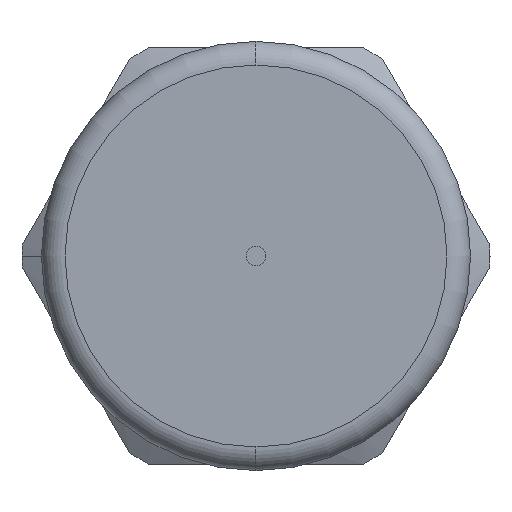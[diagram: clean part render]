
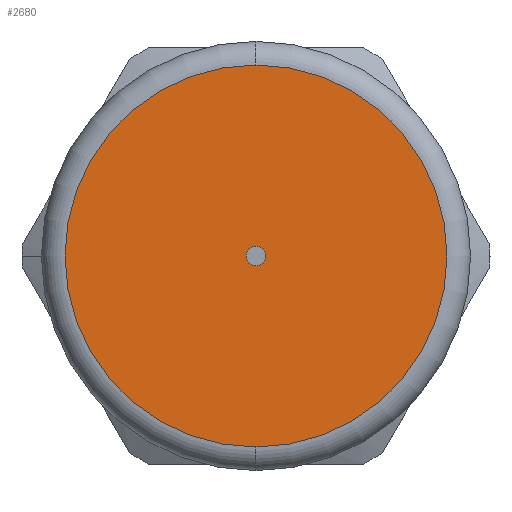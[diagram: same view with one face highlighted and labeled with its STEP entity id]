
A CAD part, left-side view. The second image highlights one B-rep face of the part: STEP entity #2680.
In plain terms, the highlighted planar face has unit normal (-1, 0, 0).
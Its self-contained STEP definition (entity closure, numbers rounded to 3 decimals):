
#221 = EDGE_LOOP ( 'NONE', ( #821, #6350 ) ) ;
#333 = AXIS2_PLACEMENT_3D ( 'NONE', #1601, #5488, #591 ) ;
#397 = DIRECTION ( 'NONE',  ( 0., 0., -1. ) ) ;
#591 = DIRECTION ( 'NONE',  ( 0., 0., 1. ) ) ;
#594 = CIRCLE ( 'NONE', #7779, 0.6 ) ;
#787 = CARTESIAN_POINT ( 'NONE',  ( -32.35, 0., 0.6 ) ) ;
#821 = ORIENTED_EDGE ( 'NONE', *, *, #3937, .F. ) ;
#936 = CIRCLE ( 'NONE', #4724, 11.658 ) ;
#957 = CARTESIAN_POINT ( 'NONE',  ( -32.35, 0., -0.6 ) ) ;
#966 = VERTEX_POINT ( 'NONE', #957 ) ;
#1085 = EDGE_CURVE ( 'NONE', #1422, #966, #2797, .T. ) ;
#1195 = DIRECTION ( 'NONE',  ( 1., 0., 0. ) ) ;
#1422 = VERTEX_POINT ( 'NONE', #787 ) ;
#1601 = CARTESIAN_POINT ( 'NONE',  ( -32.35, 0., -0.6 ) ) ;
#1644 = DIRECTION ( 'NONE',  ( 1., 0., 0. ) ) ;
#1654 = DIRECTION ( 'NONE',  ( 1., 0., 0. ) ) ;
#1977 = FACE_OUTER_BOUND ( 'NONE', #221, .T. ) ;
#2173 = EDGE_LOOP ( 'NONE', ( #6270, #3147 ) ) ;
#2680 = ADVANCED_FACE ( 'NONE', ( #5296, #1977 ), #4597, .T. ) ;
#2797 = CIRCLE ( 'NONE', #7462, 0.6 ) ;
#2871 = DIRECTION ( 'NONE',  ( 0., 0., -1. ) ) ;
#2880 = AXIS2_PLACEMENT_3D ( 'NONE', #7829, #1654, #397 ) ;
#2960 = CARTESIAN_POINT ( 'NONE',  ( -32.35, 0., 0. ) ) ;
#3147 = ORIENTED_EDGE ( 'NONE', *, *, #1085, .T. ) ;
#3608 = EDGE_CURVE ( 'NONE', #966, #1422, #594, .T. ) ;
#3668 = CARTESIAN_POINT ( 'NONE',  ( -32.35, 0., 0. ) ) ;
#3800 = VERTEX_POINT ( 'NONE', #7393 ) ;
#3937 = EDGE_CURVE ( 'NONE', #3800, #5577, #6910, .T. ) ;
#4597 = PLANE ( 'NONE',  #333 ) ;
#4724 = AXIS2_PLACEMENT_3D ( 'NONE', #3668, #1195, #5082 ) ;
#5082 = DIRECTION ( 'NONE',  ( 0., 0., -1. ) ) ;
#5296 = FACE_BOUND ( 'NONE', #2173, .T. ) ;
#5365 = CARTESIAN_POINT ( 'NONE',  ( -32.35, 0., 0. ) ) ;
#5488 = DIRECTION ( 'NONE',  ( -1., 0., 0. ) ) ;
#5577 = VERTEX_POINT ( 'NONE', #7155 ) ;
#6270 = ORIENTED_EDGE ( 'NONE', *, *, #3608, .T. ) ;
#6350 = ORIENTED_EDGE ( 'NONE', *, *, #6769, .F. ) ;
#6690 = DIRECTION ( 'NONE',  ( 1., 0., 0. ) ) ;
#6769 = EDGE_CURVE ( 'NONE', #5577, #3800, #936, .T. ) ;
#6910 = CIRCLE ( 'NONE', #2880, 11.658 ) ;
#7155 = CARTESIAN_POINT ( 'NONE',  ( -32.35, 0., 11.658 ) ) ;
#7321 = DIRECTION ( 'NONE',  ( 0., 0., -1. ) ) ;
#7393 = CARTESIAN_POINT ( 'NONE',  ( -32.35, 0., -11.658 ) ) ;
#7462 = AXIS2_PLACEMENT_3D ( 'NONE', #2960, #6690, #7321 ) ;
#7779 = AXIS2_PLACEMENT_3D ( 'NONE', #5365, #1644, #2871 ) ;
#7829 = CARTESIAN_POINT ( 'NONE',  ( -32.35, 0., 0. ) ) ;
